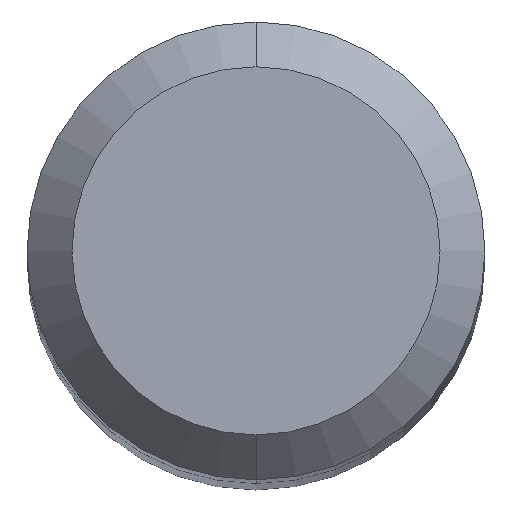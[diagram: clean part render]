
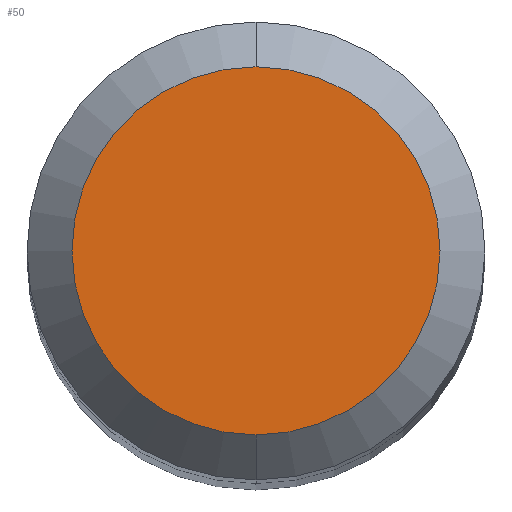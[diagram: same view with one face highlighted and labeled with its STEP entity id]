
A CAD part, top view. The second image highlights one B-rep face of the part: STEP entity #50.
In plain terms, the highlighted planar face has unit normal (0, 0, 1).
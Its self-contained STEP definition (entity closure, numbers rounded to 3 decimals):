
#1 = PLANE ( 'NONE',  #66 ) ;
#37 = CIRCLE ( 'NONE', #247, 4.1 ) ;
#50 = ADVANCED_FACE ( 'NONE', ( #237 ), #1, .F. ) ;
#65 = CARTESIAN_POINT ( 'NONE',  ( 0., 0., 133. ) ) ;
#66 = AXIS2_PLACEMENT_3D ( 'NONE', #211, #85, #241 ) ;
#85 = DIRECTION ( 'NONE',  ( 0., 0., -1. ) ) ;
#86 = DIRECTION ( 'NONE',  ( 0., 0., -1. ) ) ;
#102 = VERTEX_POINT ( 'NONE', #159 ) ;
#106 = ORIENTED_EDGE ( 'NONE', *, *, #136, .F. ) ;
#111 = CARTESIAN_POINT ( 'NONE',  ( 0., 0., 133. ) ) ;
#112 = CARTESIAN_POINT ( 'NONE',  ( 0., -4.1, 133. ) ) ;
#136 = EDGE_CURVE ( 'NONE', #149, #102, #238, .T. ) ;
#149 = VERTEX_POINT ( 'NONE', #112 ) ;
#155 = EDGE_LOOP ( 'NONE', ( #306, #106 ) ) ;
#159 = CARTESIAN_POINT ( 'NONE',  ( 0., 4.1, 133. ) ) ;
#211 = CARTESIAN_POINT ( 'NONE',  ( 0., 0., 133. ) ) ;
#237 = FACE_OUTER_BOUND ( 'NONE', #155, .T. ) ;
#238 = CIRCLE ( 'NONE', #267, 4.1 ) ;
#241 = DIRECTION ( 'NONE',  ( 0., 1., 0. ) ) ;
#247 = AXIS2_PLACEMENT_3D ( 'NONE', #65, #323, #269 ) ;
#267 = AXIS2_PLACEMENT_3D ( 'NONE', #111, #86, #319 ) ;
#269 = DIRECTION ( 'NONE',  ( 0., 1., 0. ) ) ;
#298 = EDGE_CURVE ( 'NONE', #102, #149, #37, .T. ) ;
#306 = ORIENTED_EDGE ( 'NONE', *, *, #298, .F. ) ;
#319 = DIRECTION ( 'NONE',  ( 0., 1., 0. ) ) ;
#323 = DIRECTION ( 'NONE',  ( 0., 0., -1. ) ) ;
